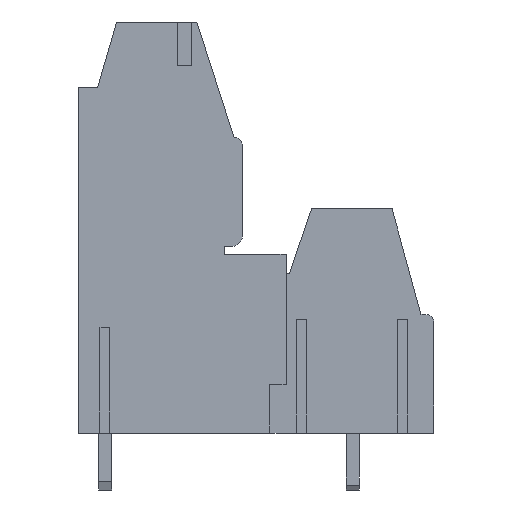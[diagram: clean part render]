
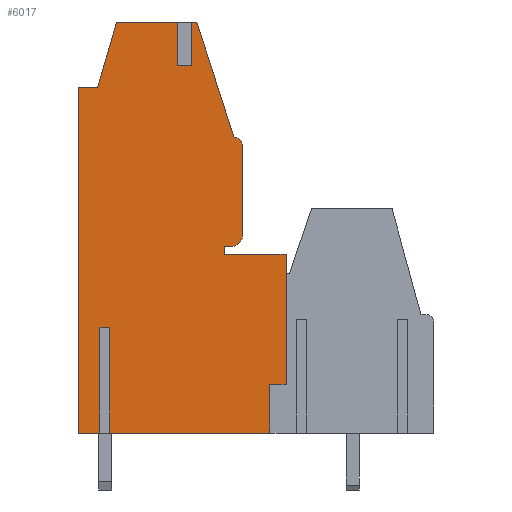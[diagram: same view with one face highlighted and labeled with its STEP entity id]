
A CAD part, left-side view. The second image highlights one B-rep face of the part: STEP entity #6017.
In plain terms, the highlighted planar face has unit normal (-1, 0, 0).
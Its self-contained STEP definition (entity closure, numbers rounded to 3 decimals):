
#163=CIRCLE('',#6455,0.6);
#164=CIRCLE('',#6456,0.5);
#1160=ORIENTED_EDGE('',*,*,#2414,.T.);
#1161=ORIENTED_EDGE('',*,*,#2415,.T.);
#1162=ORIENTED_EDGE('',*,*,#2416,.T.);
#1163=ORIENTED_EDGE('',*,*,#2417,.T.);
#1164=ORIENTED_EDGE('',*,*,#2418,.T.);
#1165=ORIENTED_EDGE('',*,*,#2354,.T.);
#1166=ORIENTED_EDGE('',*,*,#2419,.T.);
#1167=ORIENTED_EDGE('',*,*,#2420,.F.);
#1168=ORIENTED_EDGE('',*,*,#2421,.F.);
#1169=ORIENTED_EDGE('',*,*,#2350,.T.);
#1170=ORIENTED_EDGE('',*,*,#2422,.T.);
#1171=ORIENTED_EDGE('',*,*,#2423,.T.);
#1172=ORIENTED_EDGE('',*,*,#2424,.T.);
#1173=ORIENTED_EDGE('',*,*,#2408,.T.);
#1174=ORIENTED_EDGE('',*,*,#2425,.F.);
#1175=ORIENTED_EDGE('',*,*,#2426,.T.);
#1176=ORIENTED_EDGE('',*,*,#2427,.T.);
#1177=ORIENTED_EDGE('',*,*,#2404,.T.);
#1178=ORIENTED_EDGE('',*,*,#2428,.T.);
#1179=ORIENTED_EDGE('',*,*,#2429,.T.);
#1180=ORIENTED_EDGE('',*,*,#2430,.T.);
#1181=ORIENTED_EDGE('',*,*,#2431,.T.);
#1182=ORIENTED_EDGE('',*,*,#2432,.T.);
#2350=EDGE_CURVE('',#3049,#3048,#3717,.T.);
#2354=EDGE_CURVE('',#3053,#3052,#3721,.T.);
#2404=EDGE_CURVE('',#3102,#3103,#3771,.T.);
#2408=EDGE_CURVE('',#3107,#3106,#3775,.T.);
#2414=EDGE_CURVE('',#3110,#3111,#3781,.T.);
#2415=EDGE_CURVE('',#3111,#3112,#163,.T.);
#2416=EDGE_CURVE('',#3112,#3113,#3782,.T.);
#2417=EDGE_CURVE('',#3113,#3114,#164,.T.);
#2418=EDGE_CURVE('',#3114,#3053,#3783,.T.);
#2419=EDGE_CURVE('',#3052,#3115,#3784,.T.);
#2420=EDGE_CURVE('',#3116,#3115,#3785,.T.);
#2421=EDGE_CURVE('',#3049,#3116,#3786,.T.);
#2422=EDGE_CURVE('',#3048,#3117,#3787,.T.);
#2423=EDGE_CURVE('',#3117,#3118,#3788,.T.);
#2424=EDGE_CURVE('',#3118,#3107,#3789,.T.);
#2425=EDGE_CURVE('',#3119,#3106,#3790,.T.);
#2426=EDGE_CURVE('',#3119,#3120,#3791,.T.);
#2427=EDGE_CURVE('',#3120,#3102,#3792,.T.);
#2428=EDGE_CURVE('',#3103,#3121,#3793,.T.);
#2429=EDGE_CURVE('',#3121,#3122,#3794,.T.);
#2430=EDGE_CURVE('',#3122,#3123,#3795,.T.);
#2431=EDGE_CURVE('',#3123,#3124,#3796,.T.);
#2432=EDGE_CURVE('',#3124,#3110,#3797,.T.);
#3048=VERTEX_POINT('',#9162);
#3049=VERTEX_POINT('',#9164);
#3052=VERTEX_POINT('',#9170);
#3053=VERTEX_POINT('',#9172);
#3102=VERTEX_POINT('',#9272);
#3103=VERTEX_POINT('',#9273);
#3106=VERTEX_POINT('',#9279);
#3107=VERTEX_POINT('',#9281);
#3110=VERTEX_POINT('',#9291);
#3111=VERTEX_POINT('',#9292);
#3112=VERTEX_POINT('',#9294);
#3113=VERTEX_POINT('',#9296);
#3114=VERTEX_POINT('',#9298);
#3115=VERTEX_POINT('',#9301);
#3116=VERTEX_POINT('',#9303);
#3117=VERTEX_POINT('',#9306);
#3118=VERTEX_POINT('',#9308);
#3119=VERTEX_POINT('',#9311);
#3120=VERTEX_POINT('',#9313);
#3121=VERTEX_POINT('',#9316);
#3122=VERTEX_POINT('',#9318);
#3123=VERTEX_POINT('',#9320);
#3124=VERTEX_POINT('',#9322);
#3717=LINE('',#9163,#4503);
#3721=LINE('',#9171,#4507);
#3771=LINE('',#9271,#4557);
#3775=LINE('',#9280,#4561);
#3781=LINE('',#9290,#4567);
#3782=LINE('',#9295,#4568);
#3783=LINE('',#9299,#4569);
#3784=LINE('',#9300,#4570);
#3785=LINE('',#9302,#4571);
#3786=LINE('',#9304,#4572);
#3787=LINE('',#9305,#4573);
#3788=LINE('',#9307,#4574);
#3789=LINE('',#9309,#4575);
#3790=LINE('',#9310,#4576);
#3791=LINE('',#9312,#4577);
#3792=LINE('',#9314,#4578);
#3793=LINE('',#9315,#4579);
#3794=LINE('',#9317,#4580);
#3795=LINE('',#9319,#4581);
#3796=LINE('',#9321,#4582);
#3797=LINE('',#9323,#4583);
#4503=VECTOR('',#7488,1000.);
#4507=VECTOR('',#7492,1000.);
#4557=VECTOR('',#7544,1000.);
#4561=VECTOR('',#7548,1000.);
#4567=VECTOR('',#7556,1000.);
#4568=VECTOR('',#7559,1000.);
#4569=VECTOR('',#7562,1000.);
#4570=VECTOR('',#7563,1000.);
#4571=VECTOR('',#7564,1000.);
#4572=VECTOR('',#7565,1000.);
#4573=VECTOR('',#7566,1000.);
#4574=VECTOR('',#7567,1000.);
#4575=VECTOR('',#7568,1000.);
#4576=VECTOR('',#7569,1000.);
#4577=VECTOR('',#7570,1000.);
#4578=VECTOR('',#7571,1000.);
#4579=VECTOR('',#7572,1000.);
#4580=VECTOR('',#7573,1000.);
#4581=VECTOR('',#7574,1000.);
#4582=VECTOR('',#7575,1000.);
#4583=VECTOR('',#7576,1000.);
#5057=EDGE_LOOP('',(#1160,#1161,#1162,#1163,#1164,#1165,#1166,#1167,#1168,
#1169,#1170,#1171,#1172,#1173,#1174,#1175,#1176,#1177,#1178,#1179,#1180,
#1181,#1182));
#5409=FACE_BOUND('',#5057,.T.);
#5715=PLANE('',#6454);
#6017=ADVANCED_FACE('',(#5409),#5715,.T.);
#6454=AXIS2_PLACEMENT_3D('',#9289,#7554,#7555);
#6455=AXIS2_PLACEMENT_3D('',#9293,#7557,#7558);
#6456=AXIS2_PLACEMENT_3D('',#9297,#7560,#7561);
#7488=DIRECTION('',(0.,1.,0.));
#7492=DIRECTION('',(0.,1.,0.));
#7544=DIRECTION('',(0.,-1.,0.));
#7548=DIRECTION('',(0.,-1.,0.));
#7554=DIRECTION('',(-1.,0.,0.));
#7555=DIRECTION('',(0.,0.,1.));
#7556=DIRECTION('',(0.,-1.,0.));
#7557=DIRECTION('',(-1.,0.,0.));
#7558=DIRECTION('',(0.,0.,1.));
#7559=DIRECTION('',(0.,0.,1.));
#7560=DIRECTION('',(-1.,0.,0.));
#7561=DIRECTION('',(0.,0.,1.));
#7562=DIRECTION('',(0.,0.306,0.952));
#7563=DIRECTION('',(0.,0.,-1.));
#7564=DIRECTION('',(0.,-1.,0.));
#7565=DIRECTION('',(0.,0.,-1.));
#7566=DIRECTION('',(0.,0.281,-0.96));
#7567=DIRECTION('',(0.,1.,0.));
#7568=DIRECTION('',(0.,0.,-1.));
#7569=DIRECTION('',(0.,0.,-1.));
#7570=DIRECTION('',(0.,-1.,0.));
#7571=DIRECTION('',(0.,0.,-1.));
#7572=DIRECTION('',(0.,0.,1.));
#7573=DIRECTION('',(0.,-1.,0.));
#7574=DIRECTION('',(0.,0.,1.));
#7575=DIRECTION('',(0.,1.,0.));
#7576=DIRECTION('',(0.,0.,1.));
#9162=CARTESIAN_POINT('',(-5.,2.472,10.45));
#9163=CARTESIAN_POINT('',(-5.,-2.472,10.45));
#9164=CARTESIAN_POINT('',(-5.,-1.408,10.45));
#9170=CARTESIAN_POINT('',(-5.,-2.008,10.45));
#9171=CARTESIAN_POINT('',(-5.,-2.472,10.45));
#9172=CARTESIAN_POINT('',(-5.,-2.472,10.45));
#9271=CARTESIAN_POINT('',(-5.,-6.958,-14.85));
#9272=CARTESIAN_POINT('',(-5.,2.892,-14.85));
#9273=CARTESIAN_POINT('',(-5.,-6.958,-14.85));
#9279=CARTESIAN_POINT('',(-5.,3.492,-14.85));
#9280=CARTESIAN_POINT('',(-5.,-6.958,-14.85));
#9281=CARTESIAN_POINT('',(-5.,4.842,-14.85));
#9289=CARTESIAN_POINT('',(-5.,0.,0.));
#9290=CARTESIAN_POINT('',(-5.,-4.158,-3.35));
#9291=CARTESIAN_POINT('',(-5.,-4.158,-3.35));
#9292=CARTESIAN_POINT('',(-5.,-4.658,-3.35));
#9293=CARTESIAN_POINT('',(-5.,-4.658,-2.75));
#9294=CARTESIAN_POINT('',(-5.,-5.258,-2.75));
#9295=CARTESIAN_POINT('',(-5.,-5.258,-3.35));
#9296=CARTESIAN_POINT('',(-5.,-5.258,2.85));
#9297=CARTESIAN_POINT('',(-5.,-4.758,2.85));
#9298=CARTESIAN_POINT('',(-5.,-4.758,3.35));
#9299=CARTESIAN_POINT('',(-5.,-2.472,10.45));
#9300=CARTESIAN_POINT('',(-5.,-2.008,40.863));
#9301=CARTESIAN_POINT('',(-5.,-2.008,7.75));
#9302=CARTESIAN_POINT('',(-5.,-1.408,7.75));
#9303=CARTESIAN_POINT('',(-5.,-1.408,7.75));
#9304=CARTESIAN_POINT('',(-5.,-1.408,40.863));
#9305=CARTESIAN_POINT('',(-5.,3.642,6.45));
#9306=CARTESIAN_POINT('',(-5.,3.642,6.45));
#9307=CARTESIAN_POINT('',(-5.,4.842,6.45));
#9308=CARTESIAN_POINT('',(-5.,4.842,6.45));
#9309=CARTESIAN_POINT('',(-5.,4.842,-14.85));
#9310=CARTESIAN_POINT('',(-5.,3.492,-8.35));
#9311=CARTESIAN_POINT('',(-5.,3.492,-8.35));
#9312=CARTESIAN_POINT('',(-5.,3.492,-8.35));
#9313=CARTESIAN_POINT('',(-5.,2.892,-8.35));
#9314=CARTESIAN_POINT('',(-5.,2.892,-8.35));
#9315=CARTESIAN_POINT('',(-5.,-6.958,-11.85));
#9316=CARTESIAN_POINT('',(-5.,-6.958,-11.85));
#9317=CARTESIAN_POINT('',(-5.,-7.958,-11.85));
#9318=CARTESIAN_POINT('',(-5.,-7.958,-11.85));
#9319=CARTESIAN_POINT('',(-5.,-7.958,-3.85));
#9320=CARTESIAN_POINT('',(-5.,-7.958,-3.85));
#9321=CARTESIAN_POINT('',(-5.,-4.158,-3.85));
#9322=CARTESIAN_POINT('',(-5.,-4.158,-3.85));
#9323=CARTESIAN_POINT('',(-5.,-4.158,-3.35));
